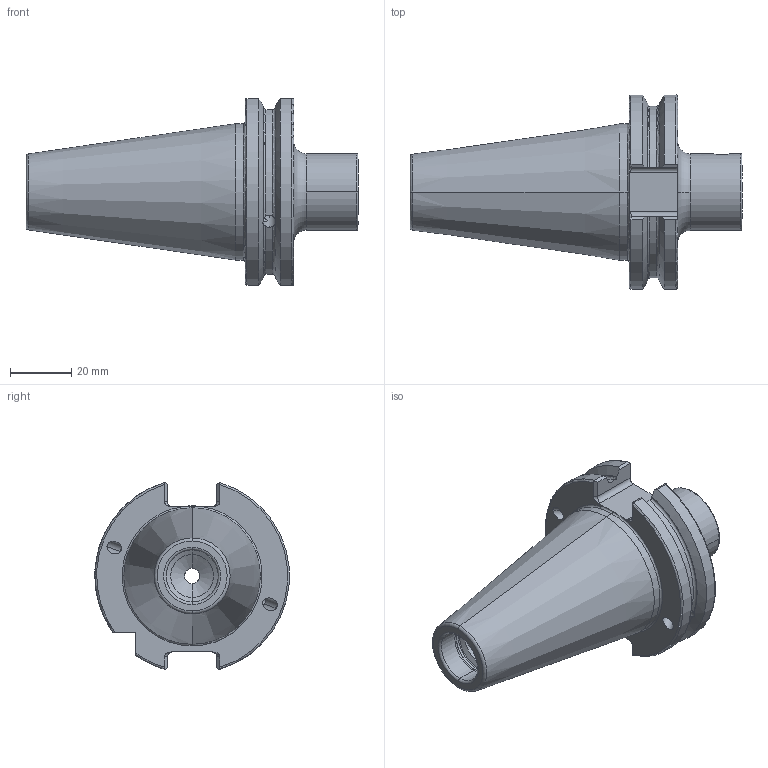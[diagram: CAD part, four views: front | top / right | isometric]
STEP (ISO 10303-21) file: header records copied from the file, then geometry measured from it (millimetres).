
FILE_DESCRIPTION (( 'STEP AP203' ), '1' );
FILE_NAME ('SB4-ST2.K01.040.STEP', '2016-02-12T09:25:04', ( 'SWIAdmin' ), ( 'Hewlett-Packard Company' ), 'SwSTEP 2.0', 'SolidWorks 2015', '' );
FILE_SCHEMA (( 'CONFIG_CONTROL_DESIGN' ));
Length unit declared in the file: millimetre
Products named in the file (2): SB4-ST2.K01.040; SB4-ST2.K01.040_A_mit Bundk”lung
Assembly tree (1 placements, depth 2):
  SB4-ST2.K01.040
    SB4-ST2.K01.040_A_mit Bundk”lung
Bounding box: 108.25 x 63.38 x 60.94 mm (x, y, z)
Volume: 111915.8 mm3; surface area: 22232.3 mm2
Topology: 1 solids, 1 shells, 146 faces, 399 edges, 252 vertices
Faces by surface type: cylinder 47, plane 42, torus 35, cone 18, bspline 4
Entity records: 5700 total; most frequent: CARTESIAN_POINT 1946, ORIENTED_EDGE 794, DIRECTION 708, EDGE_CURVE 397, AXIS2_PLACEMENT_3D 280, VERTEX_POINT 252, EDGE_LOOP 155, VECTOR 148
